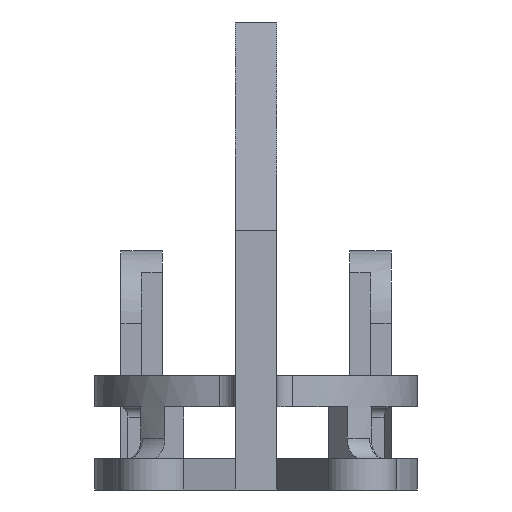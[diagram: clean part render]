
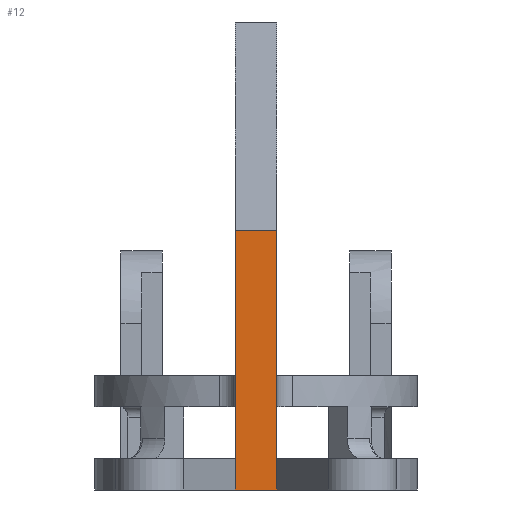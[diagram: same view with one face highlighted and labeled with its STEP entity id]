
A CAD part, front view. The second image highlights one B-rep face of the part: STEP entity #12.
In plain terms, the highlighted planar face has unit normal (0, -1, 0).
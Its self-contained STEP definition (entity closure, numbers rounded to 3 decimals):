
#12 = ADVANCED_FACE ( 'NONE', ( #1870 ), #1203, .F. ) ;
#29 = DIRECTION ( 'NONE',  ( 0., 0., -1. ) ) ;
#49 = LINE ( 'NONE', #1309, #3570 ) ;
#165 = ORIENTED_EDGE ( 'NONE', *, *, #2122, .T. ) ;
#305 = LINE ( 'NONE', #1934, #3432 ) ;
#598 = AXIS2_PLACEMENT_3D ( 'NONE', #3305, #2245, #4355 ) ;
#752 = CARTESIAN_POINT ( 'NONE',  ( -2., -18.054, 3. ) ) ;
#754 = CARTESIAN_POINT ( 'NONE',  ( 2., -18.054, 3. ) ) ;
#856 = ORIENTED_EDGE ( 'NONE', *, *, #1980, .T. ) ;
#920 = CARTESIAN_POINT ( 'NONE',  ( 2., -18.054, 56.976 ) ) ;
#942 = CARTESIAN_POINT ( 'NONE',  ( 0., -18.054, 0. ) ) ;
#1034 = CARTESIAN_POINT ( 'NONE',  ( 2., -18.054, 0. ) ) ;
#1203 = PLANE ( 'NONE',  #598 ) ;
#1309 = CARTESIAN_POINT ( 'NONE',  ( 15.5, -18.054, 25. ) ) ;
#1429 = VERTEX_POINT ( 'NONE', #2059 ) ;
#1464 = LINE ( 'NONE', #920, #1577 ) ;
#1577 = VECTOR ( 'NONE', #3707, 1000. ) ;
#1767 = ORIENTED_EDGE ( 'NONE', *, *, #2886, .F. ) ;
#1843 = CARTESIAN_POINT ( 'NONE',  ( 2., -18.054, 25. ) ) ;
#1860 = ORIENTED_EDGE ( 'NONE', *, *, #2746, .F. ) ;
#1870 = FACE_OUTER_BOUND ( 'NONE', #3087, .T. ) ;
#1934 = CARTESIAN_POINT ( 'NONE',  ( 2., -18.054, 3. ) ) ;
#1956 = EDGE_CURVE ( 'NONE', #4470, #2248, #49, .T. ) ;
#1980 = EDGE_CURVE ( 'NONE', #2248, #2450, #3136, .T. ) ;
#2059 = CARTESIAN_POINT ( 'NONE',  ( -2., -18.054, 0. ) ) ;
#2122 = EDGE_CURVE ( 'NONE', #1429, #3238, #3921, .T. ) ;
#2245 = DIRECTION ( 'NONE',  ( 0., 1., 0. ) ) ;
#2248 = VERTEX_POINT ( 'NONE', #3938 ) ;
#2283 = CARTESIAN_POINT ( 'NONE',  ( -2., -18.054, 3. ) ) ;
#2375 = VERTEX_POINT ( 'NONE', #754 ) ;
#2450 = VERTEX_POINT ( 'NONE', #2283 ) ;
#2662 = DIRECTION ( 'NONE',  ( -1., 0., 0. ) ) ;
#2746 = EDGE_CURVE ( 'NONE', #4470, #2375, #1464, .T. ) ;
#2886 = EDGE_CURVE ( 'NONE', #2375, #3238, #305, .T. ) ;
#3087 = EDGE_LOOP ( 'NONE', ( #3646, #856, #4338, #165, #1767, #1860 ) ) ;
#3092 = DIRECTION ( 'NONE',  ( 0., 0., -1. ) ) ;
#3136 = LINE ( 'NONE', #3444, #3800 ) ;
#3238 = VERTEX_POINT ( 'NONE', #1034 ) ;
#3305 = CARTESIAN_POINT ( 'NONE',  ( 0., -18.054, 3. ) ) ;
#3432 = VECTOR ( 'NONE', #3456, 1000. ) ;
#3444 = CARTESIAN_POINT ( 'NONE',  ( -2., -18.054, 56.976 ) ) ;
#3456 = DIRECTION ( 'NONE',  ( 0., 0., -1. ) ) ;
#3570 = VECTOR ( 'NONE', #2662, 1000. ) ;
#3646 = ORIENTED_EDGE ( 'NONE', *, *, #1956, .T. ) ;
#3707 = DIRECTION ( 'NONE',  ( 0., 0., -1. ) ) ;
#3770 = DIRECTION ( 'NONE',  ( 1., 0., 0. ) ) ;
#3800 = VECTOR ( 'NONE', #3092, 1000. ) ;
#3815 = LINE ( 'NONE', #752, #4092 ) ;
#3921 = LINE ( 'NONE', #942, #4248 ) ;
#3926 = EDGE_CURVE ( 'NONE', #2450, #1429, #3815, .T. ) ;
#3938 = CARTESIAN_POINT ( 'NONE',  ( -2., -18.054, 25. ) ) ;
#4092 = VECTOR ( 'NONE', #29, 1000. ) ;
#4248 = VECTOR ( 'NONE', #3770, 1000. ) ;
#4338 = ORIENTED_EDGE ( 'NONE', *, *, #3926, .T. ) ;
#4355 = DIRECTION ( 'NONE',  ( 0., 0., 1. ) ) ;
#4470 = VERTEX_POINT ( 'NONE', #1843 ) ;
